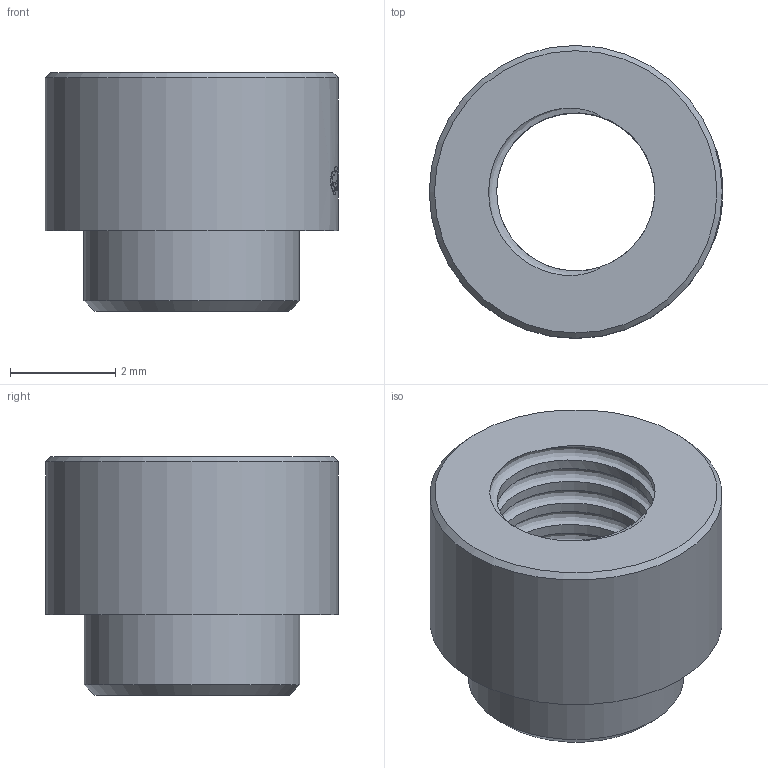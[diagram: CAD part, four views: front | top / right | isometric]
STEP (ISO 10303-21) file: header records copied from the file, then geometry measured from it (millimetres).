
FILE_DESCRIPTION(/* description */ (''),/* implementation_level */ '2;1');
FILE_NAME(/* name */ 'SMTSO3035CTJ.step',/* time_stamp */ '2023-04-23T17:41:01+02:00',/* author */ (''),/* organization */ (''),/* preprocessor_version */ 'ST-DEVELOPER v19.2',/* originating_system */ 'Autodesk Translation Framework v12.4.0.73',/* authorisation */ '');
FILE_SCHEMA (('AUTOMOTIVE_DESIGN { 1 0 10303 214 3 1 1 }'));
Length unit declared in the file: millimetre
Products named in the file (4): SMTSO3035CTJ; P1; SMD_BD5.6-D4.1; COMPOUND (1)
Assembly tree (3 placements, depth 4):
  SMTSO3035CTJ
    P1
      SMD_BD5.6-D4.1
        COMPOUND (1)
Bounding box: 5.57 x 5.56 x 4.53 mm (x, y, z)
Volume: 57.4 mm3; surface area: 162.5 mm2
Topology: 1 solids, 1 shells, 303 faces, 826 edges, 550 vertices
Faces by surface type: plane 138, bspline 129, cylinder 34, cone 2
Full cylindrical faces by diameter (mm): 3 x9, 4.09 x1, 5.56 x1
Entity records: 15528 total; most frequent: CARTESIAN_POINT 8053, ORIENTED_EDGE 1652, DIRECTION 1172, EDGE_CURVE 826, VERTEX_POINT 550, LINE 422, VECTOR 422, AXIS2_PLACEMENT_3D 375
